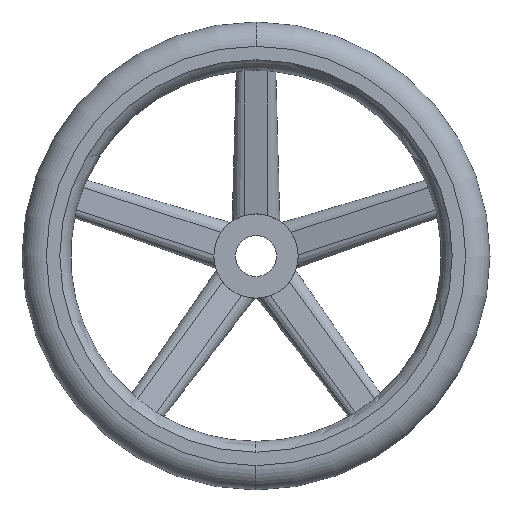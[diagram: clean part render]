
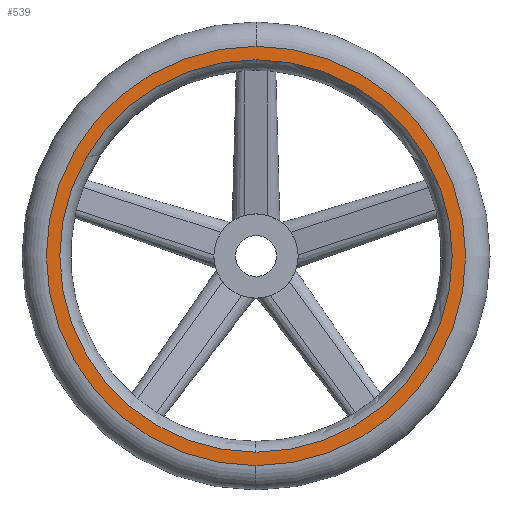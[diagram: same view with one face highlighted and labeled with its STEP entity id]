
A CAD part, top view. The second image highlights one B-rep face of the part: STEP entity #539.
In plain terms, the highlighted planar face has unit normal (0, 0, 1).
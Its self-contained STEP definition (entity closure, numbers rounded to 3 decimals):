
#293=VERTEX_POINT('',#793);
#399=EDGE_CURVE('',#603,#293,#908,.T.);
#403=VERTEX_POINT('',#912);
#413=VERTEX_POINT('',#922);
#539=ADVANCED_FACE('',(#1060,#1061),#1062,.F.);
#561=EDGE_CURVE('',#565,#413,#1087,.T.);
#565=VERTEX_POINT('',#1091);
#603=VERTEX_POINT('',#1132);
#633=EDGE_CURVE('',#413,#565,#1164,.T.);
#635=EDGE_CURVE('',#293,#403,#1166,.T.);
#741=EDGE_CURVE('',#403,#603,#1284,.T.);
#793=CARTESIAN_POINT('',(-104.814,0.,47.833));
#908=CIRCLE('',#1772,104.814);
#912=CARTESIAN_POINT('',(0.,-104.814,47.833));
#922=CARTESIAN_POINT('',(0.,-112.0,47.833));
#1060=FACE_BOUND('',#2189,.T.);
#1061=FACE_OUTER_BOUND('',#2190,.T.);
#1062=PLANE('',#2191);
#1087=CIRCLE('',#2224,112.0);
#1091=CARTESIAN_POINT('',(0.,112.0,47.833));
#1132=CARTESIAN_POINT('',(0.,104.814,47.833));
#1164=CIRCLE('',#2497,112.0);
#1166=CIRCLE('',#2500,104.814);
#1284=CIRCLE('',#2892,104.814);
#1772=AXIS2_PLACEMENT_3D('',#3056,#3057,#3058);
#2189=EDGE_LOOP('',(#3235,#3236,#3237));
#2190=EDGE_LOOP('',(#3238,#3239));
#2191=AXIS2_PLACEMENT_3D('',#3240,#3241,#3242);
#2224=AXIS2_PLACEMENT_3D('',#3271,#3272,#3273);
#2497=AXIS2_PLACEMENT_3D('',#3329,#3330,#3331);
#2500=AXIS2_PLACEMENT_3D('',#3332,#3333,#3334);
#2892=AXIS2_PLACEMENT_3D('',#3460,#3461,#3462);
#3056=CARTESIAN_POINT('',(0.,0.,47.833));
#3057=DIRECTION('',(0.,0.,1.0));
#3058=DIRECTION('',(1.0,0.0,0.));
#3235=ORIENTED_EDGE('',*,*,#635,.F.);
#3236=ORIENTED_EDGE('',*,*,#399,.F.);
#3237=ORIENTED_EDGE('',*,*,#741,.F.);
#3238=ORIENTED_EDGE('',*,*,#561,.T.);
#3239=ORIENTED_EDGE('',*,*,#633,.T.);
#3240=CARTESIAN_POINT('',(0.,105.5,47.833));
#3241=DIRECTION('',(0.,0.,-1.0));
#3242=DIRECTION('',(0.,-1.0,0.0));
#3271=CARTESIAN_POINT('',(0.,0.,47.833));
#3272=DIRECTION('',(0.,0.,1.0));
#3273=DIRECTION('',(0.,1.0,0.));
#3329=CARTESIAN_POINT('',(0.,0.,47.833));
#3330=DIRECTION('',(0.,0.,1.0));
#3331=DIRECTION('',(0.,1.0,0.));
#3332=CARTESIAN_POINT('',(0.,0.,47.833));
#3333=DIRECTION('',(0.,0.,1.0));
#3334=DIRECTION('',(1.0,0.0,0.));
#3460=CARTESIAN_POINT('',(0.,0.,47.833));
#3461=DIRECTION('',(0.,0.,1.0));
#3462=DIRECTION('',(1.0,0.0,0.));
